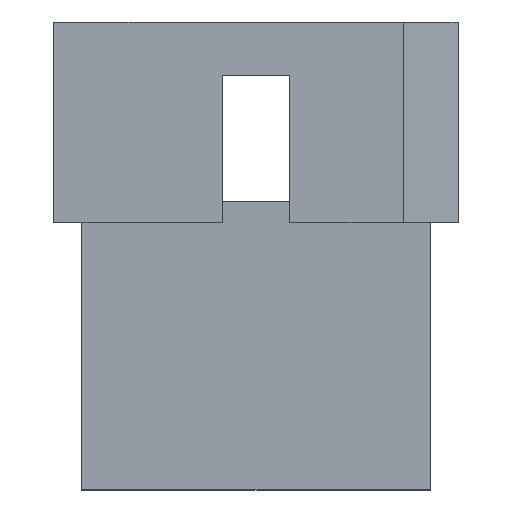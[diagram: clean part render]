
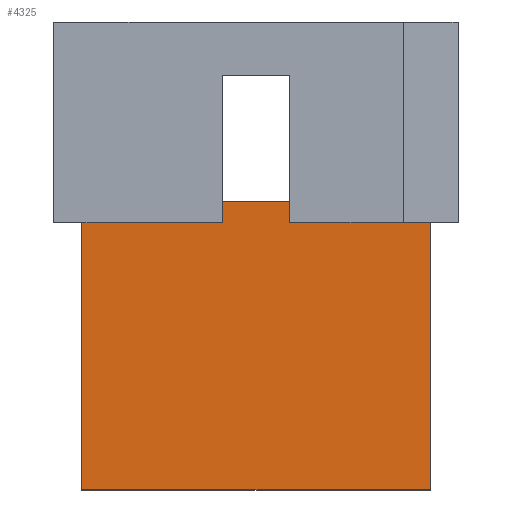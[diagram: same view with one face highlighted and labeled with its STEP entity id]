
A CAD part, top view. The second image highlights one B-rep face of the part: STEP entity #4325.
In plain terms, the highlighted planar face has unit normal (0, 0, 1).
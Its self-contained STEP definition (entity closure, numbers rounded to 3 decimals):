
#50 = EDGE_CURVE ( 'NONE', #1627, #517, #546, .T. ) ;
#55 = DIRECTION ( 'NONE',  ( 1., 0., 0. ) ) ;
#78 = LINE ( 'NONE', #504, #3768 ) ;
#98 = EDGE_CURVE ( 'NONE', #3720, #1627, #1396, .T. ) ;
#103 = VECTOR ( 'NONE', #4211, 1000. ) ;
#265 = LINE ( 'NONE', #610, #3503 ) ;
#329 = VECTOR ( 'NONE', #4618, 1000. ) ;
#394 = ORIENTED_EDGE ( 'NONE', *, *, #98, .F. ) ;
#442 = DIRECTION ( 'NONE',  ( 1., 0., 0. ) ) ;
#469 = ORIENTED_EDGE ( 'NONE', *, *, #1508, .F. ) ;
#476 = CARTESIAN_POINT ( 'NONE',  ( 14.211, 0., 2.54 ) ) ;
#504 = CARTESIAN_POINT ( 'NONE',  ( 14.211, -12.7, 2.54 ) ) ;
#517 = VERTEX_POINT ( 'NONE', #701 ) ;
#546 = LINE ( 'NONE', #2085, #329 ) ;
#576 = VERTEX_POINT ( 'NONE', #3964 ) ;
#610 = CARTESIAN_POINT ( 'NONE',  ( 0., 1.016, 2.54 ) ) ;
#701 = CARTESIAN_POINT ( 'NONE',  ( 4.343, 0., 2.54 ) ) ;
#714 = VECTOR ( 'NONE', #2210, 1000. ) ;
#779 = CARTESIAN_POINT ( 'NONE',  ( -2.324, -12.7, 2.54 ) ) ;
#993 = LINE ( 'NONE', #2174, #4425 ) ;
#1340 = CARTESIAN_POINT ( 'NONE',  ( -2.324, -12.7, 2.54 ) ) ;
#1349 = ORIENTED_EDGE ( 'NONE', *, *, #1840, .F. ) ;
#1396 = LINE ( 'NONE', #1340, #103 ) ;
#1508 = EDGE_CURVE ( 'NONE', #2919, #576, #265, .T. ) ;
#1544 = ORIENTED_EDGE ( 'NONE', *, *, #1752, .T. ) ;
#1577 = VERTEX_POINT ( 'NONE', #4590 ) ;
#1627 = VERTEX_POINT ( 'NONE', #2845 ) ;
#1752 = EDGE_CURVE ( 'NONE', #4418, #576, #2594, .T. ) ;
#1773 = ORIENTED_EDGE ( 'NONE', *, *, #3623, .T. ) ;
#1840 = EDGE_CURVE ( 'NONE', #4418, #4348, #993, .T. ) ;
#1866 = LINE ( 'NONE', #4268, #2574 ) ;
#1944 = DIRECTION ( 'NONE',  ( 0., 1., 0. ) ) ;
#2085 = CARTESIAN_POINT ( 'NONE',  ( -2.324, 0., 2.54 ) ) ;
#2111 = DIRECTION ( 'NONE',  ( 0., -1., 0. ) ) ;
#2174 = CARTESIAN_POINT ( 'NONE',  ( -2.324, 0., 2.54 ) ) ;
#2210 = DIRECTION ( 'NONE',  ( 0., 1., 0. ) ) ;
#2222 = EDGE_LOOP ( 'NONE', ( #3358, #394, #3771, #1773, #1349, #1544, #469, #2694 ) ) ;
#2232 = VECTOR ( 'NONE', #3168, 1000. ) ;
#2237 = CARTESIAN_POINT ( 'NONE',  ( 7.544, 6.985, 2.54 ) ) ;
#2244 = AXIS2_PLACEMENT_3D ( 'NONE', #779, #3270, #442 ) ;
#2574 = VECTOR ( 'NONE', #2111, 1000. ) ;
#2594 = LINE ( 'NONE', #2237, #714 ) ;
#2610 = CARTESIAN_POINT ( 'NONE',  ( 4.343, 1.016, 2.54 ) ) ;
#2694 = ORIENTED_EDGE ( 'NONE', *, *, #3268, .T. ) ;
#2821 = CARTESIAN_POINT ( 'NONE',  ( -2.324, -12.7, 2.54 ) ) ;
#2845 = CARTESIAN_POINT ( 'NONE',  ( -2.324, 0., 2.54 ) ) ;
#2919 = VERTEX_POINT ( 'NONE', #2610 ) ;
#2945 = PLANE ( 'NONE',  #2244 ) ;
#2954 = CARTESIAN_POINT ( 'NONE',  ( -2.324, -12.7, 2.54 ) ) ;
#3021 = CARTESIAN_POINT ( 'NONE',  ( 7.544, 0., 2.54 ) ) ;
#3168 = DIRECTION ( 'NONE',  ( 1., 0., 0. ) ) ;
#3264 = EDGE_CURVE ( 'NONE', #3720, #1577, #3936, .T. ) ;
#3268 = EDGE_CURVE ( 'NONE', #2919, #517, #1866, .T. ) ;
#3270 = DIRECTION ( 'NONE',  ( 0., 0., 1. ) ) ;
#3358 = ORIENTED_EDGE ( 'NONE', *, *, #50, .F. ) ;
#3503 = VECTOR ( 'NONE', #4636, 1000. ) ;
#3623 = EDGE_CURVE ( 'NONE', #1577, #4348, #78, .T. ) ;
#3720 = VERTEX_POINT ( 'NONE', #2954 ) ;
#3768 = VECTOR ( 'NONE', #1944, 1000. ) ;
#3771 = ORIENTED_EDGE ( 'NONE', *, *, #3264, .T. ) ;
#3875 = FACE_OUTER_BOUND ( 'NONE', #2222, .T. ) ;
#3936 = LINE ( 'NONE', #2821, #2232 ) ;
#3964 = CARTESIAN_POINT ( 'NONE',  ( 7.544, 1.016, 2.54 ) ) ;
#4211 = DIRECTION ( 'NONE',  ( 0., 1., 0. ) ) ;
#4268 = CARTESIAN_POINT ( 'NONE',  ( 4.343, 6.985, 2.54 ) ) ;
#4325 = ADVANCED_FACE ( 'NONE', ( #3875 ), #2945, .T. ) ;
#4348 = VERTEX_POINT ( 'NONE', #476 ) ;
#4418 = VERTEX_POINT ( 'NONE', #3021 ) ;
#4425 = VECTOR ( 'NONE', #55, 1000. ) ;
#4590 = CARTESIAN_POINT ( 'NONE',  ( 14.211, -12.7, 2.54 ) ) ;
#4618 = DIRECTION ( 'NONE',  ( 1., 0., 0. ) ) ;
#4636 = DIRECTION ( 'NONE',  ( 1., 0., 0. ) ) ;
